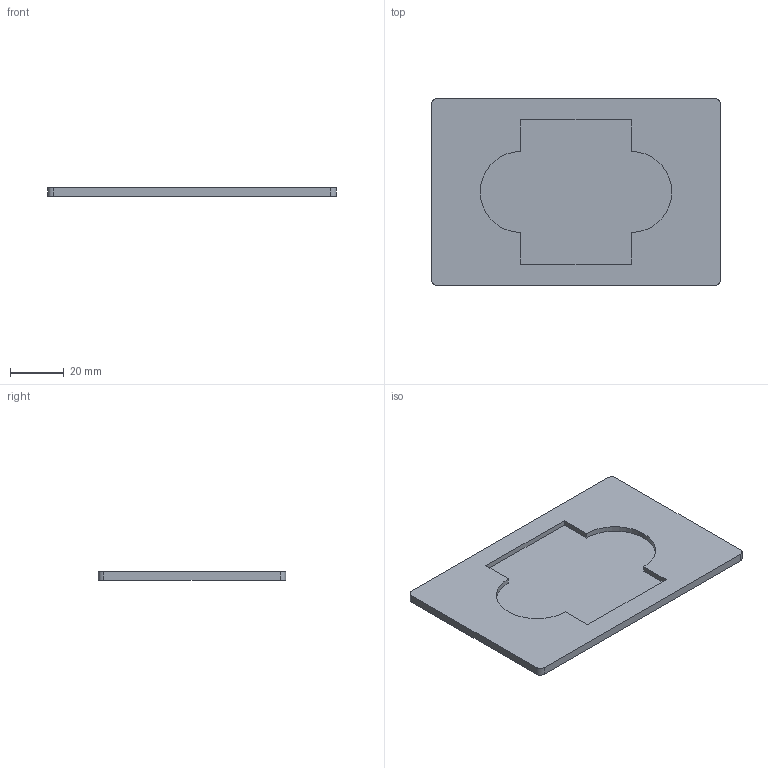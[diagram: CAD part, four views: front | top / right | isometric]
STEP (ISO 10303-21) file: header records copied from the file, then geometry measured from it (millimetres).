
FILE_DESCRIPTION(/* description */ (''),/* implementation_level */ '2;1');
FILE_NAME(/* name */ 'Wingspan - Nectar Lid.step',/* time_stamp */ '2022-04-14T19:59:59+02:00',/* author */ (''),/* organization */ (''),/* preprocessor_version */ 'ST-DEVELOPER v18.1',/* originating_system */ 'Autodesk Translation Framework v10.14.0.1471',/* authorisation */ '');
FILE_SCHEMA (('AUTOMOTIVE_DESIGN { 1 0 10303 214 3 1 1 }'));
Length unit declared in the file: millimetre
Products named in the file (1): Wingspan - Lid Nektar
Bounding box: 107 x 69.5 x 3 mm (x, y, z)
Volume: 16392.6 mm3; surface area: 16441.2 mm2
Topology: 1 solids, 1 shells, 27 faces, 60 edges, 40 vertices
Faces by surface type: plane 17, cylinder 10
Full cylindrical faces by diameter (mm): 5.3 x4
Entity records: 787 total; most frequent: DIRECTION 136, CARTESIAN_POINT 128, ORIENTED_EDGE 120, EDGE_CURVE 60, AXIS2_PLACEMENT_3D 48, LINE 40, VECTOR 40, VERTEX_POINT 40
